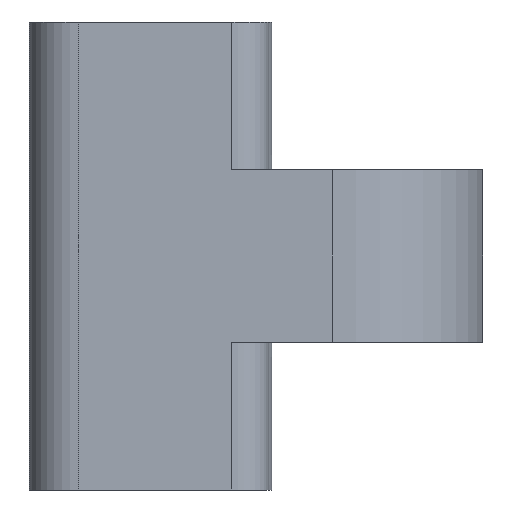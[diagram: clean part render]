
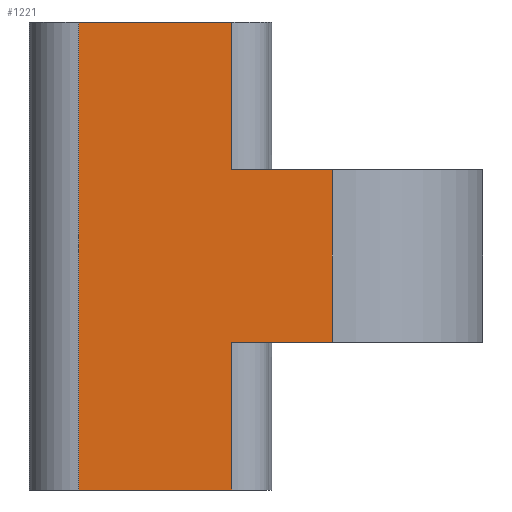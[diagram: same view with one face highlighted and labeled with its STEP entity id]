
A CAD part, left-side view. The second image highlights one B-rep face of the part: STEP entity #1221.
In plain terms, the highlighted planar face has unit normal (-1, 0, 0).
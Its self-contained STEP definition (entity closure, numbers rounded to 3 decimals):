
#86=LINE('',#1881,#182);
#90=LINE('',#1905,#186);
#97=LINE('',#1932,#193);
#114=LINE('',#2039,#210);
#115=LINE('',#2040,#211);
#116=LINE('',#2041,#212);
#117=LINE('',#2043,#213);
#118=LINE('',#2045,#214);
#182=VECTOR('',#1481,1000.);
#186=VECTOR('',#1503,1000.);
#193=VECTOR('',#1526,1000.);
#210=VECTOR('',#1591,1000.);
#211=VECTOR('',#1592,1000.);
#212=VECTOR('',#1593,1000.);
#213=VECTOR('',#1594,1000.);
#214=VECTOR('',#1595,1000.);
#362=ORIENTED_EDGE('',*,*,#711,.T.);
#363=ORIENTED_EDGE('',*,*,#658,.T.);
#364=ORIENTED_EDGE('',*,*,#712,.F.);
#365=ORIENTED_EDGE('',*,*,#672,.T.);
#366=ORIENTED_EDGE('',*,*,#713,.F.);
#367=ORIENTED_EDGE('',*,*,#714,.F.);
#368=ORIENTED_EDGE('',*,*,#715,.T.);
#369=ORIENTED_EDGE('',*,*,#646,.F.);
#646=EDGE_CURVE('',#824,#825,#86,.T.);
#658=EDGE_CURVE('',#836,#835,#90,.T.);
#672=EDGE_CURVE('',#848,#849,#97,.T.);
#711=EDGE_CURVE('',#824,#836,#114,.T.);
#712=EDGE_CURVE('',#848,#835,#115,.T.);
#713=EDGE_CURVE('',#882,#849,#116,.T.);
#714=EDGE_CURVE('',#883,#882,#117,.T.);
#715=EDGE_CURVE('',#883,#825,#118,.T.);
#824=VERTEX_POINT('',#1880);
#825=VERTEX_POINT('',#1882);
#835=VERTEX_POINT('',#1904);
#836=VERTEX_POINT('',#1906);
#848=VERTEX_POINT('',#1933);
#849=VERTEX_POINT('',#1934);
#882=VERTEX_POINT('',#2042);
#883=VERTEX_POINT('',#2044);
#1008=EDGE_LOOP('',(#362,#363,#364,#365,#366,#367,#368,#369));
#1096=FACE_BOUND('',#1008,.T.);
#1178=PLANE('',#1345);
#1221=ADVANCED_FACE('',(#1096),#1178,.F.);
#1345=AXIS2_PLACEMENT_3D('',#2038,#1589,#1590);
#1481=DIRECTION('',(0.,-1.,0.));
#1503=DIRECTION('',(0.,-1.,0.));
#1526=DIRECTION('',(0.,-1.,0.));
#1589=DIRECTION('',(1.,0.,0.));
#1590=DIRECTION('',(0.,1.,0.));
#1591=DIRECTION('',(0.,0.,-1.));
#1592=DIRECTION('',(0.,0.,-1.));
#1593=DIRECTION('',(0.,0.,-1.));
#1594=DIRECTION('',(0.,-1.,0.));
#1595=DIRECTION('',(0.,0.,1.));
#1880=CARTESIAN_POINT('',(-6.1,16.4,9.5));
#1881=CARTESIAN_POINT('',(-6.1,16.4,9.5));
#1882=CARTESIAN_POINT('',(-6.1,10.182,9.5));
#1904=CARTESIAN_POINT('',(-6.1,10.182,-9.5));
#1905=CARTESIAN_POINT('',(-6.1,16.4,-9.5));
#1906=CARTESIAN_POINT('',(-6.1,16.4,-9.5));
#1932=CARTESIAN_POINT('',(-6.1,16.4,-3.5));
#1933=CARTESIAN_POINT('',(-6.1,10.182,-3.5));
#1934=CARTESIAN_POINT('',(-6.1,6.1,-3.5));
#2038=CARTESIAN_POINT('',(-6.1,16.4,3.5));
#2039=CARTESIAN_POINT('',(-6.1,16.4,3.5));
#2040=CARTESIAN_POINT('',(-6.1,10.182,-3.5));
#2041=CARTESIAN_POINT('',(-6.1,6.1,3.5));
#2042=CARTESIAN_POINT('',(-6.1,6.1,3.5));
#2043=CARTESIAN_POINT('',(-6.1,16.4,3.5));
#2044=CARTESIAN_POINT('',(-6.1,10.182,3.5));
#2045=CARTESIAN_POINT('',(-6.1,10.182,3.5));
